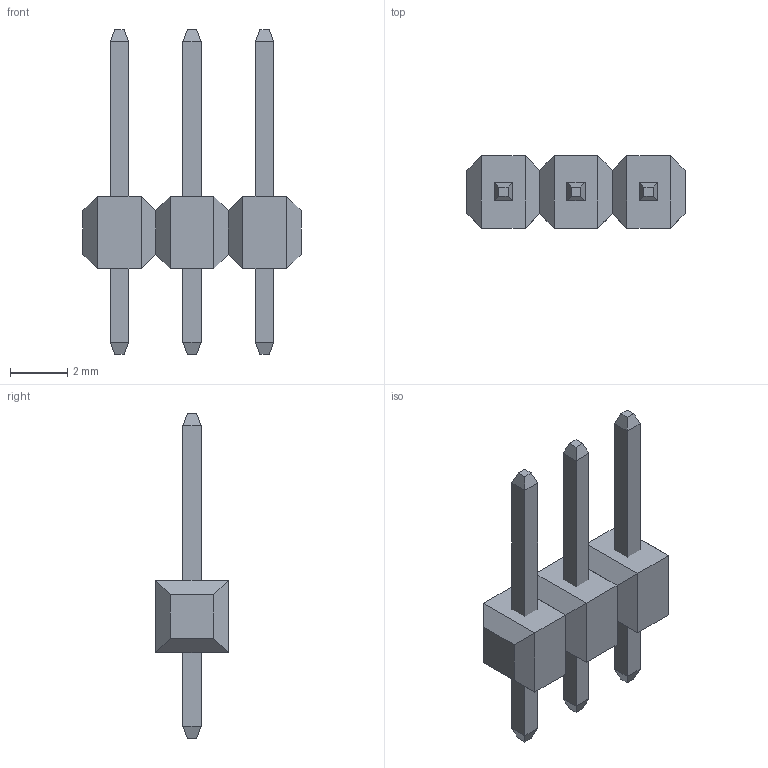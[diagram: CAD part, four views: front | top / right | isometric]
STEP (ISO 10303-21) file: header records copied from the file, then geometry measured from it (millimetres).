
FILE_DESCRIPTION(/* description */ (''),/* implementation_level */ '2;1');
FILE_NAME(/* name */ 'HDR-MA03-1.step',/* time_stamp */ '2022-05-24T19:12:40+05:30',/* author */ (''),/* organization */ (''),/* preprocessor_version */ 'ST-DEVELOPER v19',/* originating_system */ 'Autodesk Translation Framework v11.7.0.108',/* authorisation */ '');
FILE_SCHEMA (('AUTOMOTIVE_DESIGN { 1 0 10303 214 3 1 1 }'));
Length unit declared in the file: millimetre
Products named in the file (2): HDR-MA03-1; Model
Assembly tree (1 placements, depth 2):
  HDR-MA03-1
    Model
Bounding box: 7.64 x 2.54 x 11.38 mm (x, y, z)
Volume: 56 mm3; surface area: 173 mm2
Topology: 4 solids, 4 shells, 80 faces, 160 edges, 88 vertices
Faces by surface type: plane 80
Entity records: 2020 total; most frequent: CARTESIAN_POINT 331, DIRECTION 326, ORIENTED_EDGE 320, LINE 160, VECTOR 160, EDGE_CURVE 160, VERTEX_POINT 88, AXIS2_PLACEMENT_3D 83
